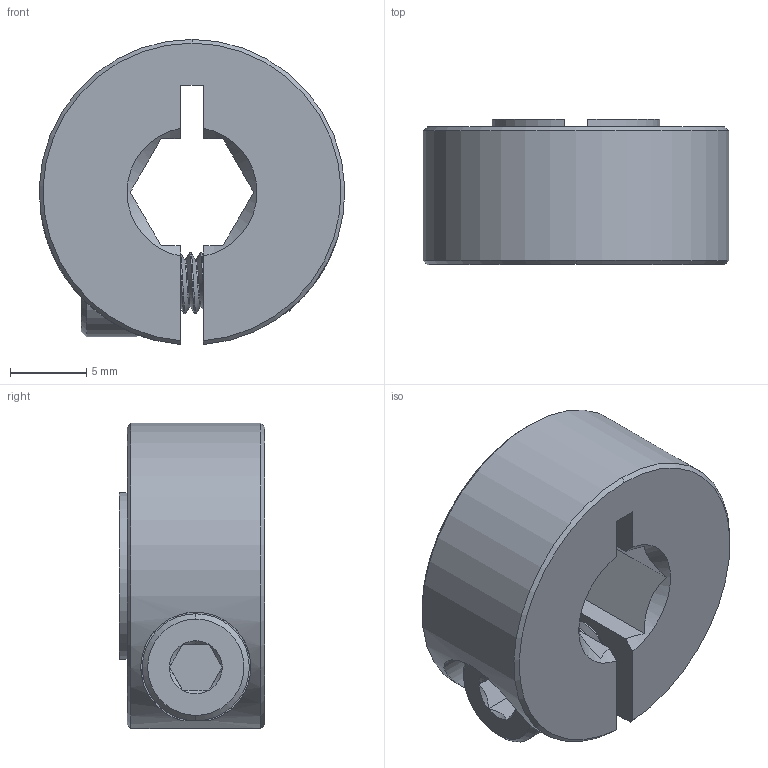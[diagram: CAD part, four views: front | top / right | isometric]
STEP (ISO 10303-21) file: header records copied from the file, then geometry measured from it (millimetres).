
FILE_DESCRIPTION (( 'STEP AP203' ), '1' );
FILE_NAME ('2910-0920-4008 assembly.STEP', '2023-09-29T19:47:13', ( '' ), ( '' ), 'SwSTEP 2.0', 'SolidWorks 2016', '' );
FILE_SCHEMA (( 'CONFIG_CONTROL_DESIGN' ));
Length unit declared in the file: millimetre
Products named in the file (3): 2910-0920-4008; 2910-0920-4008 assembly; 2800-0004-0010_90128A207
Assembly tree (2 placements, depth 2):
  2910-0920-4008 assembly
    2910-0920-4008
    2800-0004-0010_90128A207
Bounding box: 19.99 x 9.5 x 19.97 mm (x, y, z)
Volume: 2269.5 mm3; surface area: 2000.8 mm2
Topology: 2 solids, 2 shells, 171 faces, 475 edges, 311 vertices
Faces by surface type: cylinder 112, plane 28, cone 20, bspline 11
Entity records: 17552 total; most frequent: CARTESIAN_POINT 13632, ORIENTED_EDGE 950, DIRECTION 570, EDGE_CURVE 475, VERTEX_POINT 311, AXIS2_PLACEMENT_3D 210, EDGE_LOOP 178, FACE_OUTER_BOUND 171
